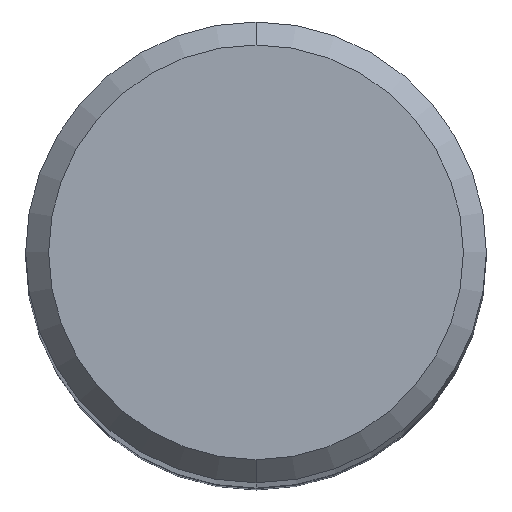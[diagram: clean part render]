
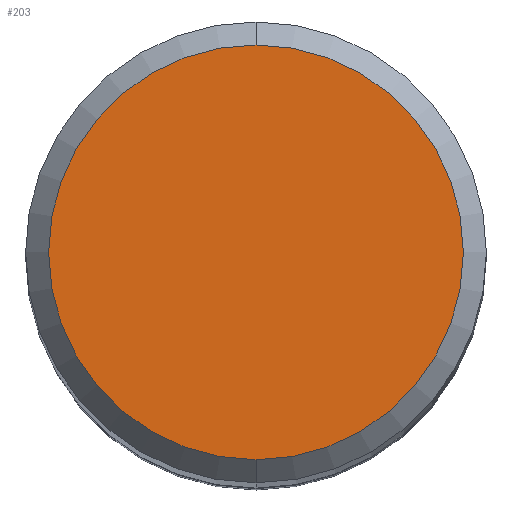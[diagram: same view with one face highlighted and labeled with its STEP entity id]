
A CAD part, top view. The second image highlights one B-rep face of the part: STEP entity #203.
In plain terms, the highlighted planar face has unit normal (0, 0, 1).
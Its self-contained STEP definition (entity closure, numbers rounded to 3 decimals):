
#147=EDGE_CURVE('',#313,#179,#379,.T.);
#179=VERTEX_POINT('',#418);
#203=ADVANCED_FACE('',(#443),#444,.T.);
#313=VERTEX_POINT('',#569);
#335=EDGE_CURVE('',#179,#313,#593,.T.);
#379=CIRCLE('',#632,3.6);
#418=CARTESIAN_POINT('',(0.,-3.6,0.0));
#443=FACE_OUTER_BOUND('',#709,.T.);
#444=PLANE('',#710);
#569=CARTESIAN_POINT('',(0.0,3.6,0.0));
#593=CIRCLE('',#907,3.6);
#632=AXIS2_PLACEMENT_3D('',#942,#943,#944);
#709=EDGE_LOOP('',(#1024,#1025));
#710=AXIS2_PLACEMENT_3D('',#1026,#1027,#1028);
#907=AXIS2_PLACEMENT_3D('',#1226,#1227,#1228);
#942=CARTESIAN_POINT('',(0.0,0.0,0.0));
#943=DIRECTION('',(0.0,0.0,-1.0));
#944=DIRECTION('',(0.0,1.0,0.0));
#1024=ORIENTED_EDGE('',*,*,#147,.F.);
#1025=ORIENTED_EDGE('',*,*,#335,.F.);
#1026=CARTESIAN_POINT('',(0.0,1.8,0.0));
#1027=DIRECTION('',(-0.0,0.0,1.0));
#1028=DIRECTION('',(0.0,-1.0,0.0));
#1226=CARTESIAN_POINT('',(0.0,0.0,0.0));
#1227=DIRECTION('',(0.0,0.0,-1.0));
#1228=DIRECTION('',(0.0,1.0,0.0));
